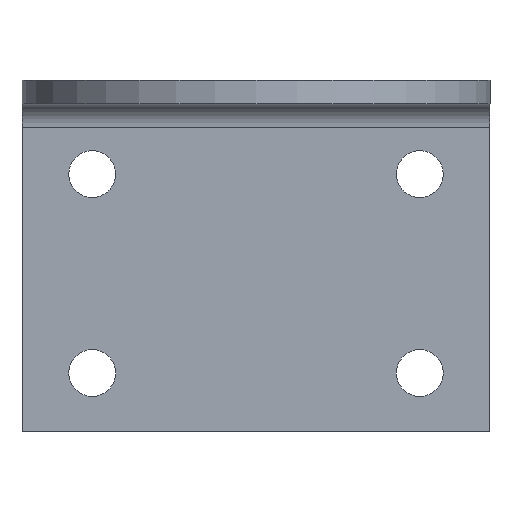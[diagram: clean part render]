
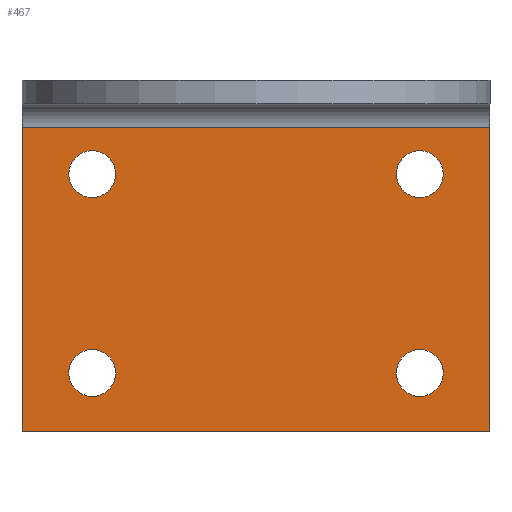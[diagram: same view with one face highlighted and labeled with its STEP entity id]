
A CAD part, front view. The second image highlights one B-rep face of the part: STEP entity #467.
In plain terms, the highlighted planar face has unit normal (0, -1, 0).
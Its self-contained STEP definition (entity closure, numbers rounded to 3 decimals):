
#5 = CARTESIAN_POINT ( 'NONE',  ( 20., 20., -30. ) ) ;
#36 = DIRECTION ( 'NONE',  ( 0., 0., 1. ) ) ;
#37 = DIRECTION ( 'NONE',  ( 0., 1., 0. ) ) ;
#42 = CARTESIAN_POINT ( 'NONE',  ( 20., 20., -2. ) ) ;
#81 = PLANE ( 'NONE',  #666 ) ;
#91 = EDGE_CURVE ( 'NONE', #1133, #1132, #1007, .T. ) ;
#113 = EDGE_CURVE ( 'NONE', #1129, #936, #1020, .T. ) ;
#117 = EDGE_CURVE ( 'NONE', #938, #1180, #1026, .T. ) ;
#175 = CARTESIAN_POINT ( 'NONE',  ( -20., 20., -30. ) ) ;
#176 = CARTESIAN_POINT ( 'NONE',  ( 20., 20., -4. ) ) ;
#206 = ORIENTED_EDGE ( 'NONE', *, *, #1090, .F. ) ;
#207 = ORIENTED_EDGE ( 'NONE', *, *, #1107, .F. ) ;
#208 = ORIENTED_EDGE ( 'NONE', *, *, #676, .F. ) ;
#209 = ORIENTED_EDGE ( 'NONE', *, *, #117, .F. ) ;
#210 = ORIENTED_EDGE ( 'NONE', *, *, #675, .F. ) ;
#211 = ORIENTED_EDGE ( 'NONE', *, *, #113, .F. ) ;
#212 = ORIENTED_EDGE ( 'NONE', *, *, #1091, .F. ) ;
#213 = ORIENTED_EDGE ( 'NONE', *, *, #91, .F. ) ;
#214 = ORIENTED_EDGE ( 'NONE', *, *, #1110, .F. ) ;
#215 = ORIENTED_EDGE ( 'NONE', *, *, #1092, .T. ) ;
#216 = ORIENTED_EDGE ( 'NONE', *, *, #678, .T. ) ;
#217 = ORIENTED_EDGE ( 'NONE', *, *, #680, .T. ) ;
#239 = EDGE_LOOP ( 'NONE', ( #212, #213 ) ) ;
#240 = EDGE_LOOP ( 'NONE', ( #214, #215, #216, #217 ) ) ;
#345 = CARTESIAN_POINT ( 'NONE',  ( -14., 20., -27. ) ) ;
#347 = CARTESIAN_POINT ( 'NONE',  ( -14., 20., -10. ) ) ;
#399 = VERTEX_POINT ( 'NONE', #176 ) ;
#400 = VERTEX_POINT ( 'NONE', #175 ) ;
#429 = DIRECTION ( 'NONE',  ( 0., 0., -1. ) ) ;
#467 = ADVANCED_FACE ( 'NONE', ( #704, #711, #713, #715, #703 ), #81, .F. ) ;
#498 = DIRECTION ( 'NONE',  ( 0., 0., -1. ) ) ;
#499 = DIRECTION ( 'NONE',  ( 0., -1., 0. ) ) ;
#500 = CARTESIAN_POINT ( 'NONE',  ( 14., 20., -25. ) ) ;
#615 = CIRCLE ( 'NONE', #646, 2. ) ;
#616 = LINE ( 'NONE', #803, #618 ) ;
#617 = CIRCLE ( 'NONE', #645, 2. ) ;
#618 = VECTOR ( 'NONE', #812, 1000. ) ;
#622 = LINE ( 'NONE', #815, #623 ) ;
#623 = VECTOR ( 'NONE', #816, 1000. ) ;
#645 = AXIS2_PLACEMENT_3D ( 'NONE', #800, #806, #807 ) ;
#646 = AXIS2_PLACEMENT_3D ( 'NONE', #783, #804, #805 ) ;
#647 = AXIS2_PLACEMENT_3D ( 'NONE', #854, #855, #856 ) ;
#648 = AXIS2_PLACEMENT_3D ( 'NONE', #897, #899, #900 ) ;
#659 = AXIS2_PLACEMENT_3D ( 'NONE', #857, #859, #860 ) ;
#666 = AXIS2_PLACEMENT_3D ( 'NONE', #42, #37, #36 ) ;
#675 = EDGE_CURVE ( 'NONE', #936, #1129, #615, .T. ) ;
#676 = EDGE_CURVE ( 'NONE', #1180, #938, #617, .T. ) ;
#678 = EDGE_CURVE ( 'NONE', #400, #1164, #616, .T. ) ;
#680 = EDGE_CURVE ( 'NONE', #1164, #399, #622, .T. ) ;
#684 = CARTESIAN_POINT ( 'NONE',  ( 14., 20., -8. ) ) ;
#703 = FACE_OUTER_BOUND ( 'NONE', #240, .T. ) ;
#704 = FACE_BOUND ( 'NONE', #973, .T. ) ;
#711 = FACE_BOUND ( 'NONE', #964, .T. ) ;
#713 = FACE_BOUND ( 'NONE', #972, .T. ) ;
#715 = FACE_BOUND ( 'NONE', #239, .T. ) ;
#771 = DIRECTION ( 'NONE',  ( 0., -1., 0. ) ) ;
#773 = CARTESIAN_POINT ( 'NONE',  ( -14., 20., -8. ) ) ;
#783 = CARTESIAN_POINT ( 'NONE',  ( 14., 20., -8. ) ) ;
#800 = CARTESIAN_POINT ( 'NONE',  ( -14., 20., -8. ) ) ;
#803 = CARTESIAN_POINT ( 'NONE',  ( 20., 20., -30. ) ) ;
#804 = DIRECTION ( 'NONE',  ( 0., -1., 0. ) ) ;
#805 = DIRECTION ( 'NONE',  ( 0., 0., -1. ) ) ;
#806 = DIRECTION ( 'NONE',  ( 0., -1., 0. ) ) ;
#807 = DIRECTION ( 'NONE',  ( 0., 0., -1. ) ) ;
#812 = DIRECTION ( 'NONE',  ( 1., 0., 0. ) ) ;
#815 = CARTESIAN_POINT ( 'NONE',  ( 20., 20., -2. ) ) ;
#816 = DIRECTION ( 'NONE',  ( 0., 0., 1. ) ) ;
#840 = CARTESIAN_POINT ( 'NONE',  ( 14., 20., -10. ) ) ;
#842 = CARTESIAN_POINT ( 'NONE',  ( -14., 20., -6. ) ) ;
#854 = CARTESIAN_POINT ( 'NONE',  ( -14., 20., -25. ) ) ;
#855 = DIRECTION ( 'NONE',  ( 0., -1., 0. ) ) ;
#856 = DIRECTION ( 'NONE',  ( 0., 0., -1. ) ) ;
#857 = CARTESIAN_POINT ( 'NONE',  ( 14., 20., -25. ) ) ;
#859 = DIRECTION ( 'NONE',  ( 0., -1., 0. ) ) ;
#860 = DIRECTION ( 'NONE',  ( 0., 0., -1. ) ) ;
#861 = CARTESIAN_POINT ( 'NONE',  ( -20., 20., -30. ) ) ;
#862 = DIRECTION ( 'NONE',  ( 0., 0., -1. ) ) ;
#897 = CARTESIAN_POINT ( 'NONE',  ( -14., 20., -25. ) ) ;
#899 = DIRECTION ( 'NONE',  ( 0., -1., 0. ) ) ;
#900 = DIRECTION ( 'NONE',  ( 0., 0., -1. ) ) ;
#906 = CARTESIAN_POINT ( 'NONE',  ( -20., 20., -4. ) ) ;
#907 = DIRECTION ( 'NONE',  ( 1., 0., 0. ) ) ;
#917 = CARTESIAN_POINT ( 'NONE',  ( -14., 20., -23. ) ) ;
#918 = CARTESIAN_POINT ( 'NONE',  ( 14., 20., -6. ) ) ;
#920 = CARTESIAN_POINT ( 'NONE',  ( 14., 20., -27. ) ) ;
#921 = CARTESIAN_POINT ( 'NONE',  ( 14., 20., -23. ) ) ;
#924 = CARTESIAN_POINT ( 'NONE',  ( -20., 20., -4. ) ) ;
#936 = VERTEX_POINT ( 'NONE', #840 ) ;
#938 = VERTEX_POINT ( 'NONE', #842 ) ;
#964 = EDGE_LOOP ( 'NONE', ( #208, #209 ) ) ;
#972 = EDGE_LOOP ( 'NONE', ( #210, #211 ) ) ;
#973 = EDGE_LOOP ( 'NONE', ( #206, #207 ) ) ;
#1007 = CIRCLE ( 'NONE', #1118, 2. ) ;
#1020 = CIRCLE ( 'NONE', #1122, 2. ) ;
#1026 = CIRCLE ( 'NONE', #1123, 2. ) ;
#1044 = LINE ( 'NONE', #861, #1045 ) ;
#1045 = VECTOR ( 'NONE', #862, 1000. ) ;
#1046 = CIRCLE ( 'NONE', #647, 2. ) ;
#1048 = CIRCLE ( 'NONE', #659, 2. ) ;
#1071 = CIRCLE ( 'NONE', #648, 2. ) ;
#1073 = LINE ( 'NONE', #906, #1074 ) ;
#1074 = VECTOR ( 'NONE', #907, 1000. ) ;
#1090 = EDGE_CURVE ( 'NONE', #1178, #1128, #1046, .T. ) ;
#1091 = EDGE_CURVE ( 'NONE', #1132, #1133, #1048, .T. ) ;
#1092 = EDGE_CURVE ( 'NONE', #1136, #400, #1044, .T. ) ;
#1107 = EDGE_CURVE ( 'NONE', #1128, #1178, #1071, .T. ) ;
#1110 = EDGE_CURVE ( 'NONE', #1136, #399, #1073, .T. ) ;
#1118 = AXIS2_PLACEMENT_3D ( 'NONE', #500, #499, #498 ) ;
#1122 = AXIS2_PLACEMENT_3D ( 'NONE', #684, #1143, #1142 ) ;
#1123 = AXIS2_PLACEMENT_3D ( 'NONE', #773, #771, #429 ) ;
#1128 = VERTEX_POINT ( 'NONE', #917 ) ;
#1129 = VERTEX_POINT ( 'NONE', #918 ) ;
#1132 = VERTEX_POINT ( 'NONE', #920 ) ;
#1133 = VERTEX_POINT ( 'NONE', #921 ) ;
#1136 = VERTEX_POINT ( 'NONE', #924 ) ;
#1142 = DIRECTION ( 'NONE',  ( 0., 0., -1. ) ) ;
#1143 = DIRECTION ( 'NONE',  ( 0., -1., 0. ) ) ;
#1164 = VERTEX_POINT ( 'NONE', #5 ) ;
#1178 = VERTEX_POINT ( 'NONE', #345 ) ;
#1180 = VERTEX_POINT ( 'NONE', #347 ) ;
